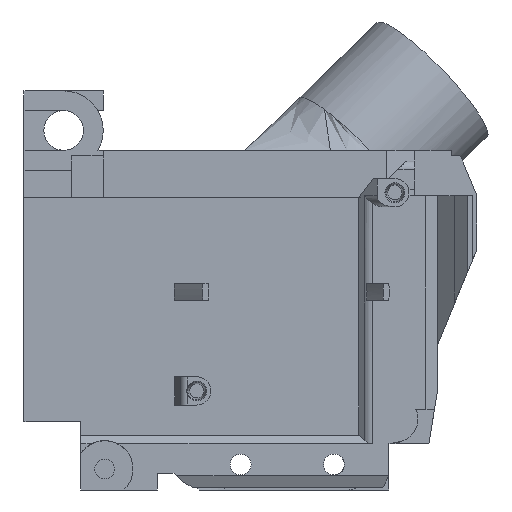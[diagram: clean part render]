
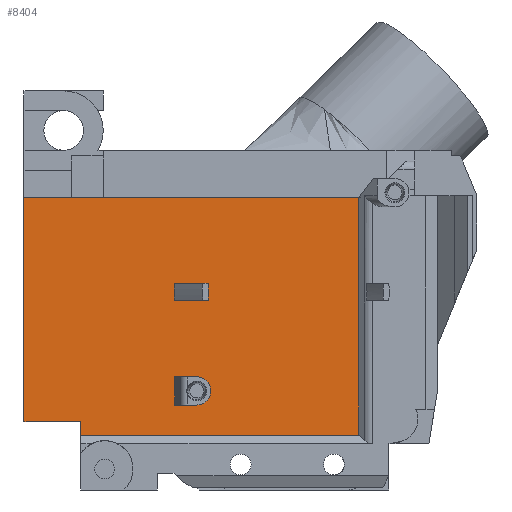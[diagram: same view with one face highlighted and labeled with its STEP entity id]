
A CAD part, left-side view. The second image highlights one B-rep face of the part: STEP entity #8404.
In plain terms, the highlighted planar face has unit normal (-1, 0, 0).
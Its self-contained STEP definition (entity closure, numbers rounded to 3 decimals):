
#146=FACE_BOUND('',#1316,.T.);
#147=FACE_BOUND('',#1317,.T.);
#402=PLANE('',#9104);
#835=FACE_OUTER_BOUND('',#1315,.T.);
#1315=EDGE_LOOP('',(#7678,#7679,#7680,#7681,#7682,#7683));
#1316=EDGE_LOOP('',(#7684,#7685,#7686,#7687));
#1317=EDGE_LOOP('',(#7688,#7689,#7690,#7691));
#1604=CIRCLE('',#9016,15.5);
#1605=CIRCLE('',#9019,21.5);
#1606=CIRCLE('',#9022,2.5);
#1783=LINE('',#11724,#2616);
#1868=LINE('',#12397,#2701);
#2427=LINE('',#16423,#3260);
#2428=LINE('',#16434,#3261);
#2431=LINE('',#16443,#3264);
#2433=LINE('',#16447,#3266);
#2435=LINE('',#16450,#3268);
#2437=LINE('',#16455,#3270);
#2441=LINE('',#16462,#3274);
#2455=LINE('',#16489,#3288);
#2519=LINE('',#16786,#3352);
#2616=VECTOR('',#9250,10.);
#2701=VECTOR('',#9437,10.);
#3260=VECTOR('',#10964,10.);
#3261=VECTOR('',#10971,10.);
#3264=VECTOR('',#10980,10.);
#3266=VECTOR('',#10984,10.);
#3268=VECTOR('',#10988,10.);
#3270=VECTOR('',#10992,10.);
#3274=VECTOR('',#10998,10.);
#3288=VECTOR('',#11038,10.);
#3352=VECTOR('',#11228,10.);
#3461=VERTEX_POINT('',#11721);
#3462=VERTEX_POINT('',#11723);
#3571=VERTEX_POINT('',#12396);
#4142=VERTEX_POINT('',#16416);
#4143=VERTEX_POINT('',#16418);
#4144=VERTEX_POINT('',#16422);
#4145=VERTEX_POINT('',#16428);
#4146=VERTEX_POINT('',#16436);
#4147=VERTEX_POINT('',#16437);
#4148=VERTEX_POINT('',#16442);
#4149=VERTEX_POINT('',#16446);
#4150=VERTEX_POINT('',#16452);
#4151=VERTEX_POINT('',#16454);
#4153=VERTEX_POINT('',#16460);
#4267=EDGE_CURVE('',#3461,#3462,#1783,.T.);
#4402=EDGE_CURVE('',#3462,#3571,#1868,.T.);
#5252=EDGE_CURVE('',#4143,#4142,#1604,.T.);
#5254=EDGE_CURVE('',#4144,#4143,#2427,.T.);
#5257=EDGE_CURVE('',#4145,#4144,#1605,.T.);
#5258=EDGE_CURVE('',#4142,#4145,#2428,.T.);
#5259=EDGE_CURVE('',#4146,#4147,#1606,.T.);
#5262=EDGE_CURVE('',#4148,#4146,#2431,.T.);
#5264=EDGE_CURVE('',#4148,#4149,#2433,.T.);
#5266=EDGE_CURVE('',#4147,#4149,#2435,.T.);
#5268=EDGE_CURVE('',#4151,#4150,#2437,.T.);
#5272=EDGE_CURVE('',#4153,#4150,#2441,.T.);
#5286=EDGE_CURVE('',#3461,#4151,#2455,.T.);
#5362=EDGE_CURVE('',#4153,#3571,#2519,.T.);
#7678=ORIENTED_EDGE('',*,*,#5272,.F.);
#7679=ORIENTED_EDGE('',*,*,#5362,.T.);
#7680=ORIENTED_EDGE('',*,*,#4402,.F.);
#7681=ORIENTED_EDGE('',*,*,#4267,.F.);
#7682=ORIENTED_EDGE('',*,*,#5286,.T.);
#7683=ORIENTED_EDGE('',*,*,#5268,.T.);
#7684=ORIENTED_EDGE('',*,*,#5266,.T.);
#7685=ORIENTED_EDGE('',*,*,#5264,.F.);
#7686=ORIENTED_EDGE('',*,*,#5262,.T.);
#7687=ORIENTED_EDGE('',*,*,#5259,.T.);
#7688=ORIENTED_EDGE('',*,*,#5258,.T.);
#7689=ORIENTED_EDGE('',*,*,#5257,.T.);
#7690=ORIENTED_EDGE('',*,*,#5254,.T.);
#7691=ORIENTED_EDGE('',*,*,#5252,.T.);
#8404=ADVANCED_FACE('',(#835,#146,#147),#402,.T.);
#9016=AXIS2_PLACEMENT_3D('',#16419,#10959,#10960);
#9019=AXIS2_PLACEMENT_3D('',#16432,#10967,#10968);
#9022=AXIS2_PLACEMENT_3D('',#16438,#10974,#10975);
#9104=AXIS2_PLACEMENT_3D('',#16787,#11229,#11230);
#9250=DIRECTION('',(0.,0.,1.));
#9437=DIRECTION('',(0.,-1.,0.));
#10959=DIRECTION('center_axis',(-1.,0.,0.));
#10960=DIRECTION('ref_axis',(0.,-1.,0.));
#10964=DIRECTION('',(0.,-1.,0.));
#10967=DIRECTION('center_axis',(1.,0.,0.));
#10968=DIRECTION('ref_axis',(0.,1.,0.));
#10971=DIRECTION('',(0.,1.,0.));
#10974=DIRECTION('center_axis',(1.,0.,0.));
#10975=DIRECTION('ref_axis',(0.,-1.,0.));
#10980=DIRECTION('',(0.,-1.,0.));
#10984=DIRECTION('',(0.,0.,-1.));
#10988=DIRECTION('',(0.,1.,0.));
#10992=DIRECTION('',(0.,0.,-1.));
#10998=DIRECTION('',(0.,1.,0.));
#11038=DIRECTION('',(0.,-1.,0.));
#11228=DIRECTION('',(0.,0.,1.));
#11229=DIRECTION('center_axis',(-1.,0.,0.));
#11230=DIRECTION('ref_axis',(0.,0.,1.));
#11721=CARTESIAN_POINT('',(-22.,14.25,64.975));
#11723=CARTESIAN_POINT('',(-22.,14.25,104.5));
#11724=CARTESIAN_POINT('',(-22.,14.25,98.88));
#12396=CARTESIAN_POINT('',(-22.,-44.853,104.5));
#12397=CARTESIAN_POINT('',(-22.,-21.625,104.5));
#16416=CARTESIAN_POINT('',(-22.,-18.323,86.4));
#16418=CARTESIAN_POINT('',(-22.,-18.323,89.4));
#16419=CARTESIAN_POINT('Origin',(-22.,-33.75,87.9));
#16422=CARTESIAN_POINT('',(-22.,-12.302,89.4));
#16423=CARTESIAN_POINT('',(-22.,-30.534,89.4));
#16428=CARTESIAN_POINT('',(-22.,-12.302,86.4));
#16432=CARTESIAN_POINT('Origin',(-22.,-33.75,87.9));
#16434=CARTESIAN_POINT('',(-22.,-31.036,86.4));
#16436=CARTESIAN_POINT('',(-22.,-16.499,72.888));
#16437=CARTESIAN_POINT('',(-22.,-16.25,67.9));
#16438=CARTESIAN_POINT('Origin',(-22.,-16.25,70.4));
#16442=CARTESIAN_POINT('',(-22.,-12.35,72.888));
#16443=CARTESIAN_POINT('',(-22.,-34.218,72.888));
#16446=CARTESIAN_POINT('',(-22.,-12.35,67.9));
#16447=CARTESIAN_POINT('',(-22.,-12.35,76.103));
#16450=CARTESIAN_POINT('',(-22.,-28.75,67.9));
#16452=CARTESIAN_POINT('',(-22.,4.25,62.611));
#16454=CARTESIAN_POINT('',(-22.,4.25,64.975));
#16455=CARTESIAN_POINT('',(-22.,4.25,61.389));
#16460=CARTESIAN_POINT('',(-22.,-44.853,62.611));
#16462=CARTESIAN_POINT('',(-22.,-43.466,62.611));
#16489=CARTESIAN_POINT('',(-22.,-0.5,64.975));
#16786=CARTESIAN_POINT('',(-22.,-44.853,78.769));
#16787=CARTESIAN_POINT('Origin',(-22.,-12.25,63.102));
